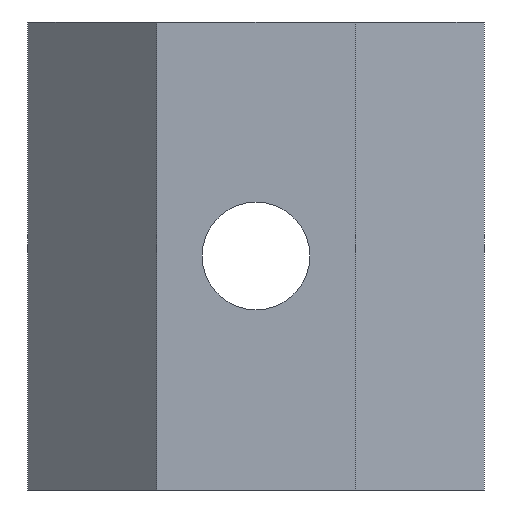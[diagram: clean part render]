
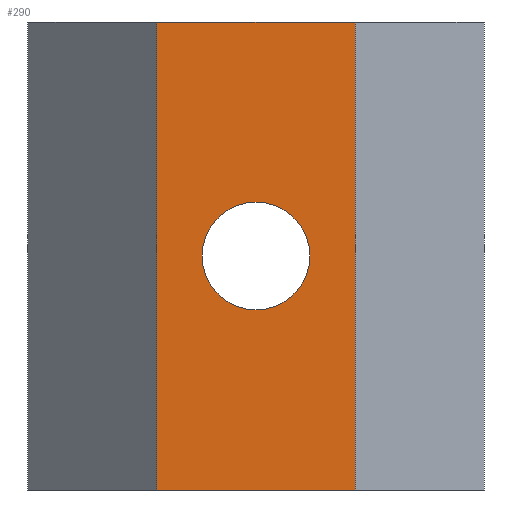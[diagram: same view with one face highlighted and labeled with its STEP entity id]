
A CAD part, front view. The second image highlights one B-rep face of the part: STEP entity #290.
In plain terms, the highlighted planar face has unit normal (0, -1, 0).
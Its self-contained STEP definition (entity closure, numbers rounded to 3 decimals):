
#1 = DIRECTION ( 'NONE',  ( 1., 0., 0. ) ) ;
#10 = CARTESIAN_POINT ( 'NONE',  ( 0., -6.5, 10. ) ) ;
#16 = FACE_OUTER_BOUND ( 'NONE', #88, .T. ) ;
#17 = ORIENTED_EDGE ( 'NONE', *, *, #175, .T. ) ;
#18 = DIRECTION ( 'NONE',  ( 0., 0., 1. ) ) ;
#33 = CARTESIAN_POINT ( 'NONE',  ( 4.25, -6.5, 20. ) ) ;
#37 = VERTEX_POINT ( 'NONE', #204 ) ;
#41 = DIRECTION ( 'NONE',  ( 0., 1., 0. ) ) ;
#47 = CARTESIAN_POINT ( 'NONE',  ( -4.25, -6.5, 20. ) ) ;
#48 = FACE_BOUND ( 'NONE', #79, .T. ) ;
#74 = CARTESIAN_POINT ( 'NONE',  ( 4.25, -6.5, 20. ) ) ;
#76 = VECTOR ( 'NONE', #398, 1000. ) ;
#79 = EDGE_LOOP ( 'NONE', ( #101, #17 ) ) ;
#88 = EDGE_LOOP ( 'NONE', ( #358, #182, #144, #472 ) ) ;
#96 = AXIS2_PLACEMENT_3D ( 'NONE', #10, #41, #18 ) ;
#101 = ORIENTED_EDGE ( 'NONE', *, *, #466, .T. ) ;
#105 = VERTEX_POINT ( 'NONE', #174 ) ;
#117 = VECTOR ( 'NONE', #329, 1000. ) ;
#126 = CIRCLE ( 'NONE', #229, 2.3 ) ;
#130 = CARTESIAN_POINT ( 'NONE',  ( 4.25, -6.5, 0. ) ) ;
#141 = DIRECTION ( 'NONE',  ( 0., 0., -1. ) ) ;
#144 = ORIENTED_EDGE ( 'NONE', *, *, #186, .F. ) ;
#170 = LINE ( 'NONE', #74, #252 ) ;
#174 = CARTESIAN_POINT ( 'NONE',  ( 4.25, -6.5, 0. ) ) ;
#175 = EDGE_CURVE ( 'NONE', #212, #37, #126, .T. ) ;
#176 = CARTESIAN_POINT ( 'NONE',  ( 0., -6.5, 7.7 ) ) ;
#182 = ORIENTED_EDGE ( 'NONE', *, *, #271, .F. ) ;
#183 = LINE ( 'NONE', #130, #117 ) ;
#186 = EDGE_CURVE ( 'NONE', #448, #400, #170, .T. ) ;
#192 = VERTEX_POINT ( 'NONE', #284 ) ;
#199 = CIRCLE ( 'NONE', #96, 2.3 ) ;
#204 = CARTESIAN_POINT ( 'NONE',  ( 0., -6.5, 12.3 ) ) ;
#212 = VERTEX_POINT ( 'NONE', #176 ) ;
#229 = AXIS2_PLACEMENT_3D ( 'NONE', #324, #468, #363 ) ;
#244 = EDGE_CURVE ( 'NONE', #448, #192, #316, .T. ) ;
#252 = VECTOR ( 'NONE', #1, 1000. ) ;
#271 = EDGE_CURVE ( 'NONE', #400, #105, #359, .T. ) ;
#284 = CARTESIAN_POINT ( 'NONE',  ( -4.25, -6.5, 0. ) ) ;
#290 = ADVANCED_FACE ( 'NONE', ( #48, #16 ), #309, .F. ) ;
#296 = CARTESIAN_POINT ( 'NONE',  ( 4.25, -6.5, 20. ) ) ;
#309 = PLANE ( 'NONE',  #445 ) ;
#312 = VECTOR ( 'NONE', #141, 1000. ) ;
#316 = LINE ( 'NONE', #471, #312 ) ;
#324 = CARTESIAN_POINT ( 'NONE',  ( 0., -6.5, 10. ) ) ;
#329 = DIRECTION ( 'NONE',  ( 1., 0., 0. ) ) ;
#337 = CARTESIAN_POINT ( 'NONE',  ( 4.25, -6.5, 20. ) ) ;
#358 = ORIENTED_EDGE ( 'NONE', *, *, #473, .T. ) ;
#359 = LINE ( 'NONE', #33, #76 ) ;
#363 = DIRECTION ( 'NONE',  ( 0., 0., 1. ) ) ;
#398 = DIRECTION ( 'NONE',  ( 0., 0., -1. ) ) ;
#400 = VERTEX_POINT ( 'NONE', #296 ) ;
#445 = AXIS2_PLACEMENT_3D ( 'NONE', #337, #450, #456 ) ;
#448 = VERTEX_POINT ( 'NONE', #47 ) ;
#450 = DIRECTION ( 'NONE',  ( 0., 1., 0. ) ) ;
#456 = DIRECTION ( 'NONE',  ( 0., 0., 1. ) ) ;
#466 = EDGE_CURVE ( 'NONE', #37, #212, #199, .T. ) ;
#468 = DIRECTION ( 'NONE',  ( 0., 1., 0. ) ) ;
#471 = CARTESIAN_POINT ( 'NONE',  ( -4.25, -6.5, 20. ) ) ;
#472 = ORIENTED_EDGE ( 'NONE', *, *, #244, .T. ) ;
#473 = EDGE_CURVE ( 'NONE', #192, #105, #183, .T. ) ;
